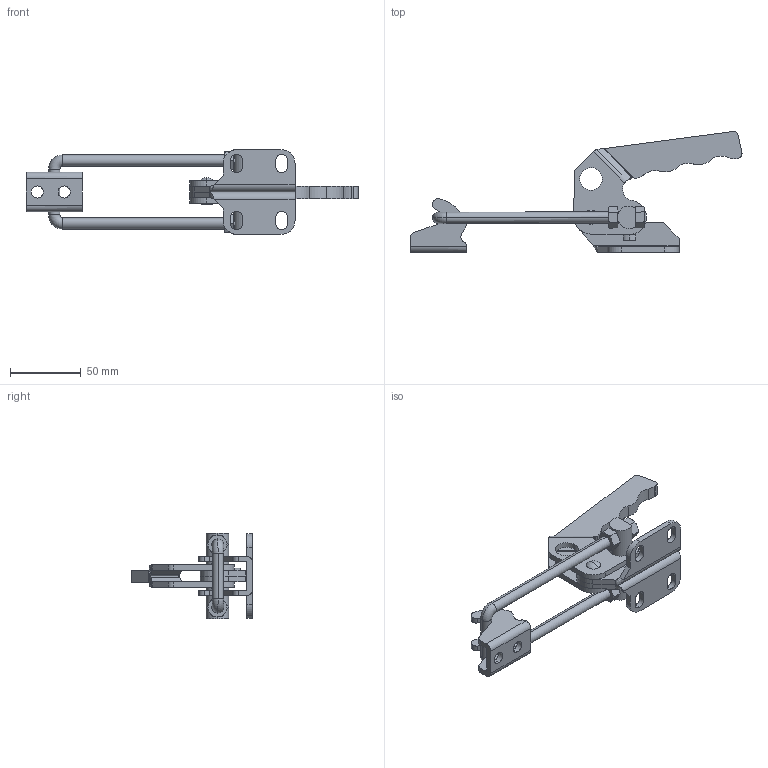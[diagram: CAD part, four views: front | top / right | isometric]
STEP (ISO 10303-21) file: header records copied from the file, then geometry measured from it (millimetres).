
FILE_DESCRIPTION (( 'STEP AP214' ), '1' );
FILE_NAME ('GH-40870-SS(Â²¤Æ).STEP', '2020-07-09T09:06:51', ( 'LinWei' ), ( '' ), 'SwSTEP 2.0', 'SolidWorks 2016', '' );
FILE_SCHEMA (( 'AUTOMOTIVE_DESIGN' ));
Length unit declared in the file: millimetre
Products named in the file (6): Group2^GH-40870(簡化); Group1^GH-40870(簡化); GH-40870-SS(簡化); 44087044-1^GH-40870(簡化); 14087014-1^GH-40870(簡化); Group3^GH-40870(簡化)
Assembly tree (5 placements, depth 2):
  GH-40870-SS(簡化)
    Group1^GH-40870(簡化)
    Group2^GH-40870(簡化)
    Group3^GH-40870(簡化)
    14087014-1^GH-40870(簡化)
    44087044-1^GH-40870(簡化)
Bounding box: 235.05 x 85.6 x 60.3 mm (x, y, z)
Volume: 91267.5 mm3; surface area: 46487 mm2
Topology: 7 solids, 7 shells, 452 faces, 1046 edges, 608 vertices
Faces by surface type: cylinder 168, cone 140, plane 126, bspline 10, torus 6, sphere 2
Entity records: 13870 total; most frequent: CARTESIAN_POINT 2854, DIRECTION 2279, ORIENTED_EDGE 2092, EDGE_CURVE 1046, AXIS2_PLACEMENT_3D 869, VERTEX_POINT 608, VECTOR 541, LINE 541
